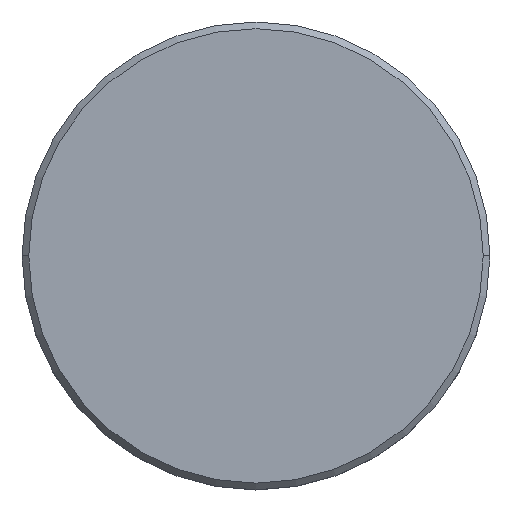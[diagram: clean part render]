
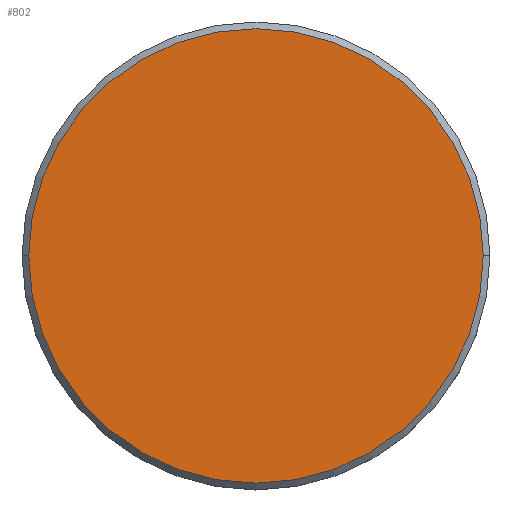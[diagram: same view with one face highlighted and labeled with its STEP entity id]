
A CAD part, top view. The second image highlights one B-rep face of the part: STEP entity #802.
In plain terms, the highlighted planar face has unit normal (0, 0, 1).
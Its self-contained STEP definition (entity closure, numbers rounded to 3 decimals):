
#20 = EDGE_LOOP ( 'NONE', ( #1168, #215 ) ) ;
#53 = CIRCLE ( 'NONE', #864, 17. ) ;
#142 = AXIS2_PLACEMENT_3D ( 'NONE', #894, #1172, #879 ) ;
#184 = CARTESIAN_POINT ( 'NONE',  ( 0., 0., 0. ) ) ;
#189 = EDGE_CURVE ( 'NONE', #704, #594, #692, .T. ) ;
#215 = ORIENTED_EDGE ( 'NONE', *, *, #189, .T. ) ;
#257 = PLANE ( 'NONE',  #142 ) ;
#328 = CARTESIAN_POINT ( 'NONE',  ( -17., 0., 0. ) ) ;
#356 = CARTESIAN_POINT ( 'NONE',  ( 17., 0., 0. ) ) ;
#396 = DIRECTION ( 'NONE',  ( 0., 0., 1. ) ) ;
#438 = EDGE_CURVE ( 'NONE', #594, #704, #53, .T. ) ;
#563 = DIRECTION ( 'NONE',  ( 1., 0., 0. ) ) ;
#594 = VERTEX_POINT ( 'NONE', #328 ) ;
#692 = CIRCLE ( 'NONE', #903, 17. ) ;
#704 = VERTEX_POINT ( 'NONE', #356 ) ;
#802 = ADVANCED_FACE ( 'NONE', ( #969 ), #257, .T. ) ;
#847 = DIRECTION ( 'NONE',  ( 1., 0., 0. ) ) ;
#864 = AXIS2_PLACEMENT_3D ( 'NONE', #1025, #396, #847 ) ;
#879 = DIRECTION ( 'NONE',  ( 1., 0., 0. ) ) ;
#894 = CARTESIAN_POINT ( 'NONE',  ( 0., 0., 0. ) ) ;
#903 = AXIS2_PLACEMENT_3D ( 'NONE', #184, #933, #563 ) ;
#933 = DIRECTION ( 'NONE',  ( 0., 0., 1. ) ) ;
#969 = FACE_OUTER_BOUND ( 'NONE', #20, .T. ) ;
#1025 = CARTESIAN_POINT ( 'NONE',  ( 0., 0., 0. ) ) ;
#1168 = ORIENTED_EDGE ( 'NONE', *, *, #438, .T. ) ;
#1172 = DIRECTION ( 'NONE',  ( 0., 0., 1. ) ) ;
